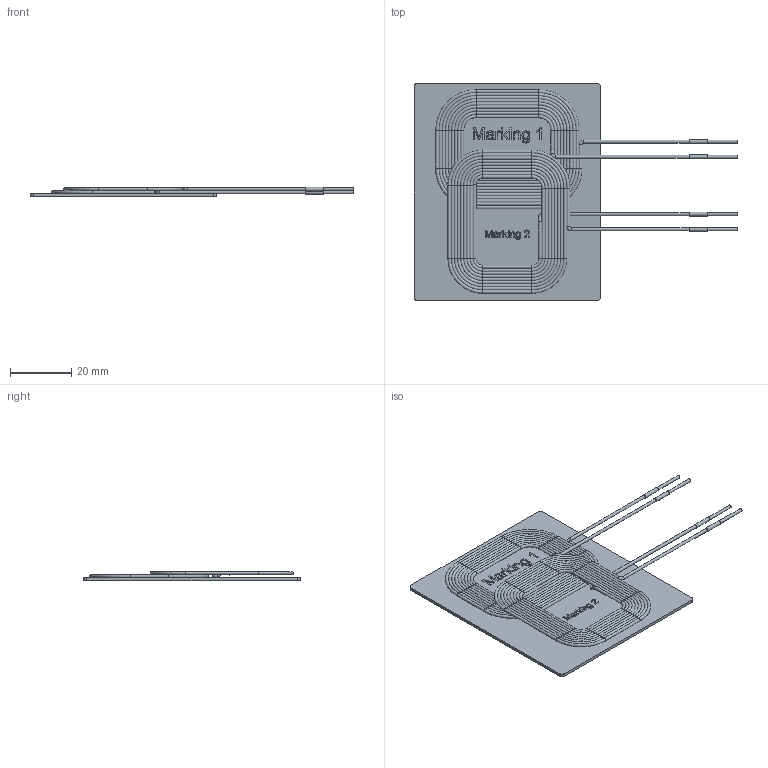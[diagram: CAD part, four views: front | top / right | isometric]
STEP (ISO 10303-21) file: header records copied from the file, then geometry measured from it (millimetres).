
FILE_DESCRIPTION( ( 'Unknown' ), '1' );
FILE_NAME( '760308103148.stp', 'Unknown', ( 'Unknown' ), ( 'Unknown' ), 'PSStep 19.0.9', 'Unknown', ' ' );
FILE_SCHEMA( ( 'AUTOMOTIVE_DESIGN { 1 0 10303 214 1 1 1 1 }' ) );
Length unit declared in the file: millimetre
Products named in the file (4): Assem1; Ferrite; 760308103148_2; 760308103148_1
Assembly tree (3 placements, depth 2):
  Assem1
    Ferrite
    760308103148_2
    760308103148_1
Bounding box: 106 x 71 x 3.18 mm (x, y, z)
Volume: 6258.7 mm3; surface area: 16626.8 mm2
Topology: 3 solids, 3 shells, 345 faces, 783 edges, 474 vertices
Faces by surface type: plane 141, cylinder 90, torus 76, extrusion 36, bspline 2
Full cylindrical faces by diameter (mm): 1 x82, 1.25 x2, 1.255 x2
Entity records: 12860 total; most frequent: CARTESIAN_POINT 3479, ORIENTED_EDGE 1214, DIRECTION 1173, EDGE_CURVE 607, EDGE_LOOP 541, FACE_OUTER_BOUND 511, AXIS2_PLACEMENT_3D 493, VERTEX_POINT 464
